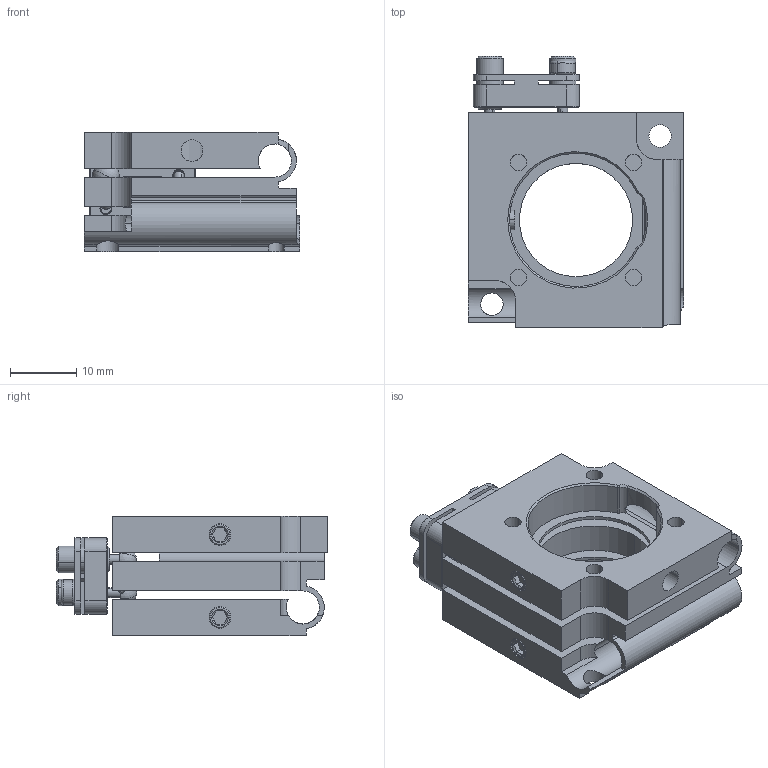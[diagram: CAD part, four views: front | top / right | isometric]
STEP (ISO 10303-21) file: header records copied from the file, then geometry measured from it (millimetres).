
FILE_DESCRIPTION (( 'STEP AP203' ), '1' );
FILE_NAME ('1.1.6.47_ZJR-BS20.STEP', '2024-04-03T01:33:14', ( '' ), ( '' ), 'SwSTEP 2.0', 'SolidWorks 2021', '' );
FILE_SCHEMA (( 'CONFIG_CONTROL_DESIGN' ));
Length unit declared in the file: millimetre
Products named in the file (1): 1.1.6.47_ZJR-BS20
Bounding box: 32.5 x 40.95 x 18 mm (x, y, z)
Surface area: 9311.6 mm2 (no closed solid volume)
Topology: 0 solids, 19 shells, 309 faces, 941 edges, 636 vertices
Faces by surface type: plane 124, cylinder 115, cone 55, torus 11, sphere 4
Entity records: 11314 total; most frequent: CARTESIAN_POINT 2857, DIRECTION 1743, ORIENTED_EDGE 1693, EDGE_CURVE 931, AXIS2_PLACEMENT_3D 643, VERTEX_POINT 630, VECTOR 457, LINE 457
